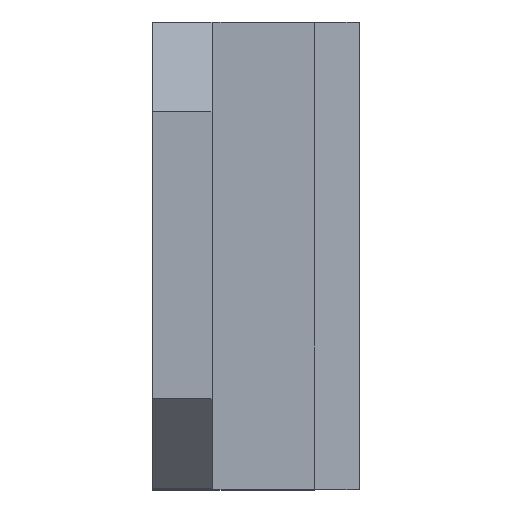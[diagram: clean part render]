
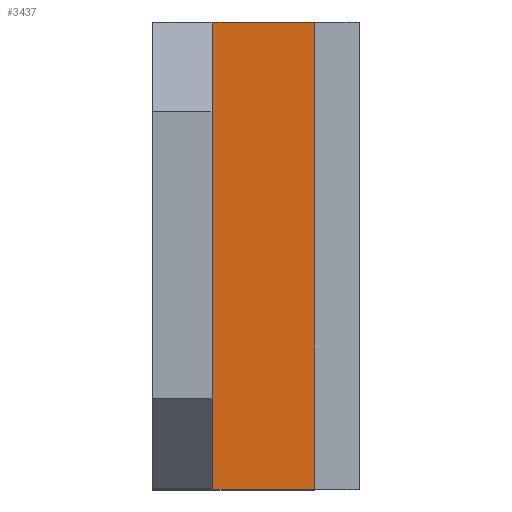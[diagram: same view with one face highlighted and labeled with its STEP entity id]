
A CAD part, top view. The second image highlights one B-rep face of the part: STEP entity #3437.
In plain terms, the highlighted face is planar.
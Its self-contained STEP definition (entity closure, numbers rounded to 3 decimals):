
#3053 = PLANE('',#3054);
#3054 = AXIS2_PLACEMENT_3D('',#3055,#3056,#3057);
#3055 = CARTESIAN_POINT('',(-5.2,0.,0.));
#3056 = DIRECTION('',(-1.,0.,0.));
#3057 = DIRECTION('',(0.,1.,0.));
#3078 = VERTEX_POINT('',#3079);
#3079 = CARTESIAN_POINT('',(-5.2,9.15,3.6));
#3093 = PLANE('',#3094);
#3094 = AXIS2_PLACEMENT_3D('',#3095,#3096,#3097);
#3095 = CARTESIAN_POINT('',(-5.2,8.65,4.1));
#3096 = DIRECTION('',(0.,0.707,0.707));
#3097 = DIRECTION('',(-1.,0.,0.));
#3105 = EDGE_CURVE('',#3106,#3078,#3108,.T.);
#3106 = VERTEX_POINT('',#3107);
#3107 = CARTESIAN_POINT('',(-5.2,9.15,0.));
#3108 = SURFACE_CURVE('',#3109,(#3113,#3120),.PCURVE_S1.);
#3109 = LINE('',#3110,#3111);
#3110 = CARTESIAN_POINT('',(-5.2,9.15,0.));
#3111 = VECTOR('',#3112,1.);
#3112 = DIRECTION('',(0.,0.,1.));
#3113 = PCURVE('',#3053,#3114);
#3114 = DEFINITIONAL_REPRESENTATION('',(#3115),#3119);
#3115 = LINE('',#3116,#3117);
#3116 = CARTESIAN_POINT('',(9.15,0.));
#3117 = VECTOR('',#3118,1.);
#3118 = DIRECTION('',(0.,-1.));
#3119 = ( GEOMETRIC_REPRESENTATION_CONTEXT(2) 
PARAMETRIC_REPRESENTATION_CONTEXT() REPRESENTATION_CONTEXT('2D SPACE',''
  ) );
#3120 = PCURVE('',#3121,#3126);
#3121 = PLANE('',#3122);
#3122 = AXIS2_PLACEMENT_3D('',#3123,#3124,#3125);
#3123 = CARTESIAN_POINT('',(-5.2,9.15,0.));
#3124 = DIRECTION('',(0.,1.,0.));
#3125 = DIRECTION('',(1.,0.,0.));
#3126 = DEFINITIONAL_REPRESENTATION('',(#3127),#3131);
#3127 = LINE('',#3128,#3129);
#3128 = CARTESIAN_POINT('',(0.,0.));
#3129 = VECTOR('',#3130,1.);
#3130 = DIRECTION('',(0.,-1.));
#3131 = ( GEOMETRIC_REPRESENTATION_CONTEXT(2) 
PARAMETRIC_REPRESENTATION_CONTEXT() REPRESENTATION_CONTEXT('2D SPACE',''
  ) );
#3149 = PLANE('',#3150);
#3150 = AXIS2_PLACEMENT_3D('',#3151,#3152,#3153);
#3151 = CARTESIAN_POINT('',(-5.2,9.15,0.));
#3152 = DIRECTION('',(0.,0.,1.));
#3153 = DIRECTION('',(0.,1.,0.));
#3236 = PLANE('',#3237);
#3237 = AXIS2_PLACEMENT_3D('',#3238,#3239,#3240);
#3238 = CARTESIAN_POINT('',(5.2,9.15,0.));
#3239 = DIRECTION('',(1.,0.,0.));
#3240 = DIRECTION('',(0.,-1.,0.));
#3344 = EDGE_CURVE('',#3078,#3345,#3347,.T.);
#3345 = VERTEX_POINT('',#3346);
#3346 = CARTESIAN_POINT('',(5.2,9.15,3.6));
#3347 = SURFACE_CURVE('',#3348,(#3352,#3359),.PCURVE_S1.);
#3348 = LINE('',#3349,#3350);
#3349 = CARTESIAN_POINT('',(-5.2,9.15,3.6));
#3350 = VECTOR('',#3351,1.);
#3351 = DIRECTION('',(1.,0.,0.));
#3352 = PCURVE('',#3093,#3353);
#3353 = DEFINITIONAL_REPRESENTATION('',(#3354),#3358);
#3354 = LINE('',#3355,#3356);
#3355 = CARTESIAN_POINT('',(0.,-0.707));
#3356 = VECTOR('',#3357,1.);
#3357 = DIRECTION('',(-1.,0.));
#3358 = ( GEOMETRIC_REPRESENTATION_CONTEXT(2) 
PARAMETRIC_REPRESENTATION_CONTEXT() REPRESENTATION_CONTEXT('2D SPACE',''
  ) );
#3359 = PCURVE('',#3121,#3360);
#3360 = DEFINITIONAL_REPRESENTATION('',(#3361),#3365);
#3361 = LINE('',#3362,#3363);
#3362 = CARTESIAN_POINT('',(0.,-3.6));
#3363 = VECTOR('',#3364,1.);
#3364 = DIRECTION('',(1.,0.));
#3365 = ( GEOMETRIC_REPRESENTATION_CONTEXT(2) 
PARAMETRIC_REPRESENTATION_CONTEXT() REPRESENTATION_CONTEXT('2D SPACE',''
  ) );
#3437 = ADVANCED_FACE('',(#3438),#3121,.T.);
#3438 = FACE_BOUND('',#3439,.T.);
#3439 = EDGE_LOOP('',(#3440,#3441,#3442,#3465));
#3440 = ORIENTED_EDGE('',*,*,#3105,.T.);
#3441 = ORIENTED_EDGE('',*,*,#3344,.T.);
#3442 = ORIENTED_EDGE('',*,*,#3443,.F.);
#3443 = EDGE_CURVE('',#3444,#3345,#3446,.T.);
#3444 = VERTEX_POINT('',#3445);
#3445 = CARTESIAN_POINT('',(5.2,9.15,0.));
#3446 = SURFACE_CURVE('',#3447,(#3451,#3458),.PCURVE_S1.);
#3447 = LINE('',#3448,#3449);
#3448 = CARTESIAN_POINT('',(5.2,9.15,0.));
#3449 = VECTOR('',#3450,1.);
#3450 = DIRECTION('',(0.,0.,1.));
#3451 = PCURVE('',#3121,#3452);
#3452 = DEFINITIONAL_REPRESENTATION('',(#3453),#3457);
#3453 = LINE('',#3454,#3455);
#3454 = CARTESIAN_POINT('',(10.4,0.));
#3455 = VECTOR('',#3456,1.);
#3456 = DIRECTION('',(0.,-1.));
#3457 = ( GEOMETRIC_REPRESENTATION_CONTEXT(2) 
PARAMETRIC_REPRESENTATION_CONTEXT() REPRESENTATION_CONTEXT('2D SPACE',''
  ) );
#3458 = PCURVE('',#3236,#3459);
#3459 = DEFINITIONAL_REPRESENTATION('',(#3460),#3464);
#3460 = LINE('',#3461,#3462);
#3461 = CARTESIAN_POINT('',(0.,0.));
#3462 = VECTOR('',#3463,1.);
#3463 = DIRECTION('',(0.,-1.));
#3464 = ( GEOMETRIC_REPRESENTATION_CONTEXT(2) 
PARAMETRIC_REPRESENTATION_CONTEXT() REPRESENTATION_CONTEXT('2D SPACE',''
  ) );
#3465 = ORIENTED_EDGE('',*,*,#3466,.F.);
#3466 = EDGE_CURVE('',#3106,#3444,#3467,.T.);
#3467 = SURFACE_CURVE('',#3468,(#3472,#3479),.PCURVE_S1.);
#3468 = LINE('',#3469,#3470);
#3469 = CARTESIAN_POINT('',(-5.2,9.15,0.));
#3470 = VECTOR('',#3471,1.);
#3471 = DIRECTION('',(1.,0.,0.));
#3472 = PCURVE('',#3121,#3473);
#3473 = DEFINITIONAL_REPRESENTATION('',(#3474),#3478);
#3474 = LINE('',#3475,#3476);
#3475 = CARTESIAN_POINT('',(0.,0.));
#3476 = VECTOR('',#3477,1.);
#3477 = DIRECTION('',(1.,0.));
#3478 = ( GEOMETRIC_REPRESENTATION_CONTEXT(2) 
PARAMETRIC_REPRESENTATION_CONTEXT() REPRESENTATION_CONTEXT('2D SPACE',''
  ) );
#3479 = PCURVE('',#3149,#3480);
#3480 = DEFINITIONAL_REPRESENTATION('',(#3481),#3485);
#3481 = LINE('',#3482,#3483);
#3482 = CARTESIAN_POINT('',(0.,0.));
#3483 = VECTOR('',#3484,1.);
#3484 = DIRECTION('',(0.,-1.));
#3485 = ( GEOMETRIC_REPRESENTATION_CONTEXT(2) 
PARAMETRIC_REPRESENTATION_CONTEXT() REPRESENTATION_CONTEXT('2D SPACE',''
  ) );
